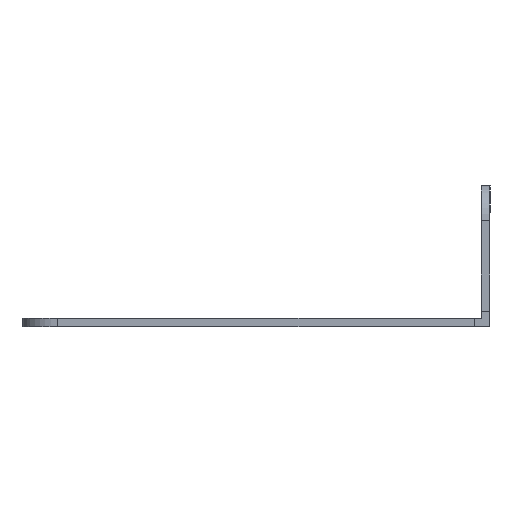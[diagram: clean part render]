
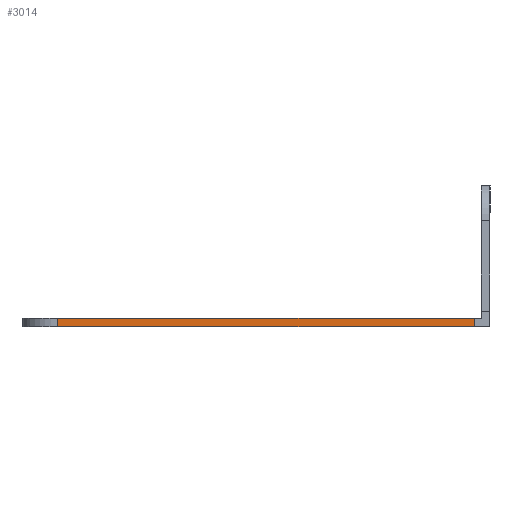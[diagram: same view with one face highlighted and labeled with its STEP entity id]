
A CAD part, left-side view. The second image highlights one B-rep face of the part: STEP entity #3014.
In plain terms, the highlighted planar face has unit normal (-1, 0, 0).
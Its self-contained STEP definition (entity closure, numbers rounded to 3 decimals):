
#81 = CARTESIAN_POINT ( 'NONE',  ( -236.5, 31.9, -1.2 ) ) ;
#194 = VECTOR ( 'NONE', #1200, 1000. ) ;
#211 = EDGE_CURVE ( 'NONE', #3079, #2522, #1742, .T. ) ;
#288 = VECTOR ( 'NONE', #996, 1000. ) ;
#409 = CARTESIAN_POINT ( 'NONE',  ( -236.5, -31.9, 0. ) ) ;
#728 = VECTOR ( 'NONE', #2722, 1000. ) ;
#791 = ORIENTED_EDGE ( 'NONE', *, *, #3476, .T. ) ;
#924 = EDGE_CURVE ( 'NONE', #3094, #2522, #1250, .T. ) ;
#996 = DIRECTION ( 'NONE',  ( 0., 0., -1. ) ) ;
#997 = AXIS2_PLACEMENT_3D ( 'NONE', #3397, #3121, #2062 ) ;
#1007 = ORIENTED_EDGE ( 'NONE', *, *, #211, .T. ) ;
#1057 = ORIENTED_EDGE ( 'NONE', *, *, #1740, .T. ) ;
#1101 = ORIENTED_EDGE ( 'NONE', *, *, #924, .F. ) ;
#1200 = DIRECTION ( 'NONE',  ( 0., 0., 1. ) ) ;
#1250 = LINE ( 'NONE', #3013, #2597 ) ;
#1502 = CARTESIAN_POINT ( 'NONE',  ( -236.5, -31.9, -1.2 ) ) ;
#1702 = PLANE ( 'NONE',  #997 ) ;
#1740 = EDGE_CURVE ( 'NONE', #3094, #1798, #2383, .T. ) ;
#1742 = LINE ( 'NONE', #1502, #194 ) ;
#1798 = VERTEX_POINT ( 'NONE', #3206 ) ;
#1876 = CARTESIAN_POINT ( 'NONE',  ( -236.5, -31.9, -1.2 ) ) ;
#1964 = DIRECTION ( 'NONE',  ( 0., -1., 0. ) ) ;
#2062 = DIRECTION ( 'NONE',  ( 0., 0., 1. ) ) ;
#2094 = CARTESIAN_POINT ( 'NONE',  ( -236.5, 26.9, -1.2 ) ) ;
#2197 = FACE_OUTER_BOUND ( 'NONE', #3113, .T. ) ;
#2383 = LINE ( 'NONE', #2094, #288 ) ;
#2424 = CARTESIAN_POINT ( 'NONE',  ( -236.5, 26.9, 0. ) ) ;
#2522 = VERTEX_POINT ( 'NONE', #409 ) ;
#2597 = VECTOR ( 'NONE', #1964, 1000. ) ;
#2652 = LINE ( 'NONE', #81, #728 ) ;
#2722 = DIRECTION ( 'NONE',  ( 0., -1., 0. ) ) ;
#3013 = CARTESIAN_POINT ( 'NONE',  ( -236.5, 31.9, 0. ) ) ;
#3014 = ADVANCED_FACE ( 'NONE', ( #2197 ), #1702, .T. ) ;
#3079 = VERTEX_POINT ( 'NONE', #1876 ) ;
#3094 = VERTEX_POINT ( 'NONE', #2424 ) ;
#3113 = EDGE_LOOP ( 'NONE', ( #1101, #1057, #791, #1007 ) ) ;
#3121 = DIRECTION ( 'NONE',  ( -1., 0., 0. ) ) ;
#3206 = CARTESIAN_POINT ( 'NONE',  ( -236.5, 26.9, -1.2 ) ) ;
#3397 = CARTESIAN_POINT ( 'NONE',  ( -236.5, 31.9, -1.2 ) ) ;
#3476 = EDGE_CURVE ( 'NONE', #1798, #3079, #2652, .T. ) ;
